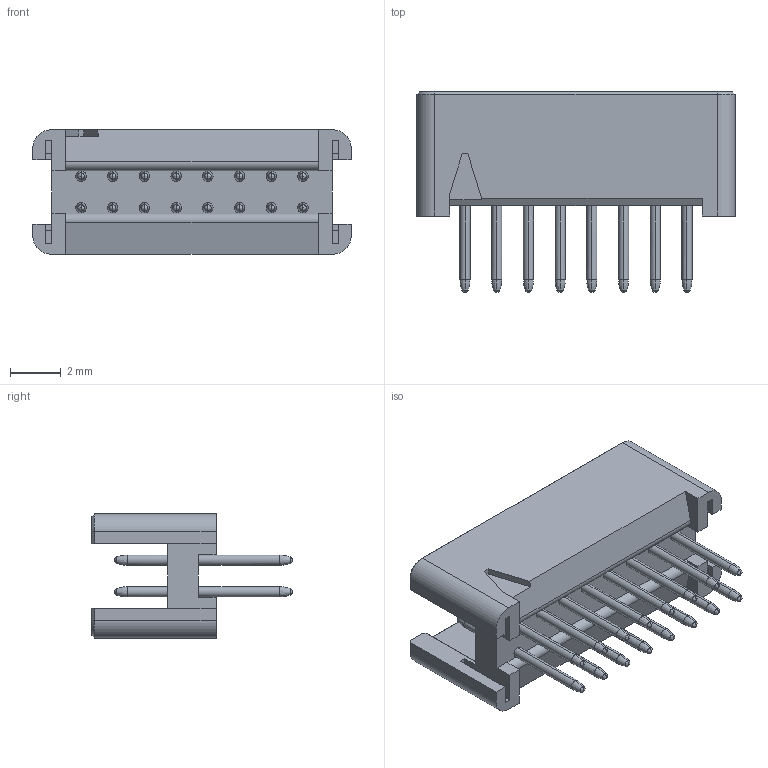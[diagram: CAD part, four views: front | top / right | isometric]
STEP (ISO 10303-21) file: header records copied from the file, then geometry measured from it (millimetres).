
FILE_DESCRIPTION((''),'2;1');
FILE_NAME('G125-MV11605L0P_ASM','2013-08-27T',('sflower'),(''),'PRO/ENGINEER BY PARAMETRIC TECHNOLOGY CORPORATION, 2013150','PRO/ENGINEER BY PARAMETRIC TECHNOLOGY CORPORATION, 2013150','');
FILE_SCHEMA(('CONFIG_CONTROL_DESIGN'));
Length unit declared in the file: millimetre
Products named in the file (3): G125-3011696; G125-1030005; G125-MV11605L0P_ASM
Assembly tree (17 placements, depth 2):
  G125-MV11605L0P_ASM
    G125-3011696
    G125-1030005  x16
Bounding box: 12.55 x 7.9 x 4.9 mm (x, y, z)
Volume: 147.7 mm3; surface area: 514.2 mm2
Topology: 17 solids, 17 shells, 2519 faces, 5696 edges, 3196 vertices
Faces by surface type: bspline 1792, torus 288, plane 259, cylinder 172, cone 8
Entity records: 15966 total; most frequent: CARTESIAN_POINT 5880, ORIENTED_EDGE 1672, DIRECTION 1430, PRESENTATION_STYLE_ASSIGNMENT 840, STYLED_ITEM 840, CURVE_STYLE 836, EDGE_CURVE 836, AXIS2_PLACEMENT_3D 541
